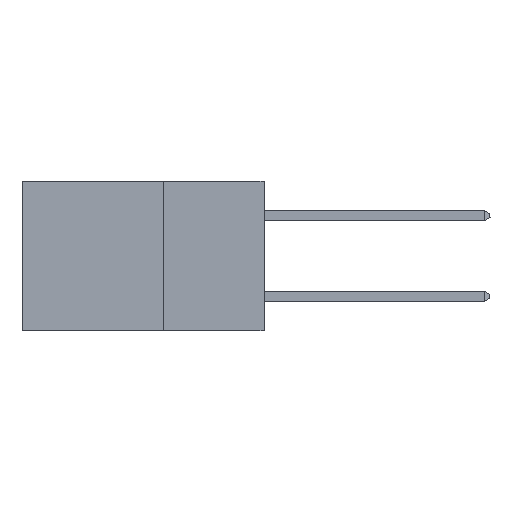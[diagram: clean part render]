
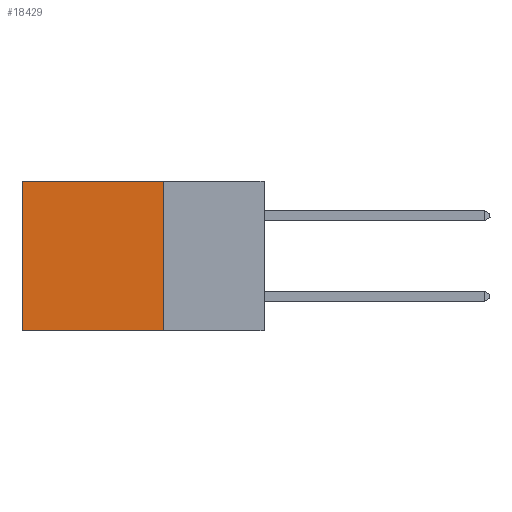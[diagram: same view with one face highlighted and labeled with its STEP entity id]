
A CAD part, left-side view. The second image highlights one B-rep face of the part: STEP entity #18429.
In plain terms, the highlighted planar face has unit normal (-1, 0, 0).
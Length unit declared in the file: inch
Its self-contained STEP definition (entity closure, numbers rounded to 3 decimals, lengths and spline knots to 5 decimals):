
#425 = CARTESIAN_POINT ( 'NONE',  ( 0.298, 0.25, 0. ) ) ;
#891 = VERTEX_POINT ( 'NONE', #18711 ) ;
#919 = DIRECTION ( 'NONE',  ( 0., 1., 0. ) ) ;
#2273 = DIRECTION ( 'NONE',  ( 0., 1., 0. ) ) ;
#2306 = LINE ( 'NONE', #16650, #19862 ) ;
#2322 = DIRECTION ( 'NONE',  ( 0., 0., -1. ) ) ;
#2403 = EDGE_CURVE ( 'NONE', #891, #9805, #4803, .T. ) ;
#2675 = EDGE_CURVE ( 'NONE', #15607, #13002, #15762, .T. ) ;
#3640 = DIRECTION ( 'NONE',  ( 1., 0., 0. ) ) ;
#3769 = CARTESIAN_POINT ( 'NONE',  ( 0.298, 0.25, 0. ) ) ;
#4279 = EDGE_CURVE ( 'NONE', #13002, #9805, #2306, .T. ) ;
#4559 = CARTESIAN_POINT ( 'NONE',  ( 0.298, 0.6, 0. ) ) ;
#4803 = LINE ( 'NONE', #4559, #13828 ) ;
#5146 = ORIENTED_EDGE ( 'NONE', *, *, #12665, .T. ) ;
#5167 = DIRECTION ( 'NONE',  ( 0., 0., -1. ) ) ;
#5179 = ORIENTED_EDGE ( 'NONE', *, *, #2675, .F. ) ;
#6137 = ORIENTED_EDGE ( 'NONE', *, *, #2403, .T. ) ;
#6465 = CARTESIAN_POINT ( 'NONE',  ( 0.298, 0.6, -0.37 ) ) ;
#9604 = FACE_OUTER_BOUND ( 'NONE', #13183, .T. ) ;
#9805 = VERTEX_POINT ( 'NONE', #6465 ) ;
#10342 = VECTOR ( 'NONE', #2273, 39.37008 ) ;
#12602 = VECTOR ( 'NONE', #2322, 39.37008 ) ;
#12665 = EDGE_CURVE ( 'NONE', #15607, #891, #15731, .T. ) ;
#12943 = CARTESIAN_POINT ( 'NONE',  ( 0.298, 0.25, 0. ) ) ;
#13002 = VERTEX_POINT ( 'NONE', #19388 ) ;
#13183 = EDGE_LOOP ( 'NONE', ( #6137, #17502, #5179, #5146 ) ) ;
#13828 = VECTOR ( 'NONE', #15481, 39.37008 ) ;
#14730 = CARTESIAN_POINT ( 'NONE',  ( 0.298, 0.25, 0. ) ) ;
#15481 = DIRECTION ( 'NONE',  ( 0., 0., -1. ) ) ;
#15607 = VERTEX_POINT ( 'NONE', #425 ) ;
#15731 = LINE ( 'NONE', #14730, #10342 ) ;
#15762 = LINE ( 'NONE', #12943, #12602 ) ;
#16650 = CARTESIAN_POINT ( 'NONE',  ( 0.298, 0.25, -0.37 ) ) ;
#17502 = ORIENTED_EDGE ( 'NONE', *, *, #4279, .F. ) ;
#18429 = ADVANCED_FACE ( 'NONE', ( #9604 ), #19177, .F. ) ;
#18711 = CARTESIAN_POINT ( 'NONE',  ( 0.298, 0.6, 0. ) ) ;
#19177 = PLANE ( 'NONE',  #20141 ) ;
#19388 = CARTESIAN_POINT ( 'NONE',  ( 0.298, 0.25, -0.37 ) ) ;
#19862 = VECTOR ( 'NONE', #919, 39.37008 ) ;
#20141 = AXIS2_PLACEMENT_3D ( 'NONE', #3769, #3640, #5167 ) ;
